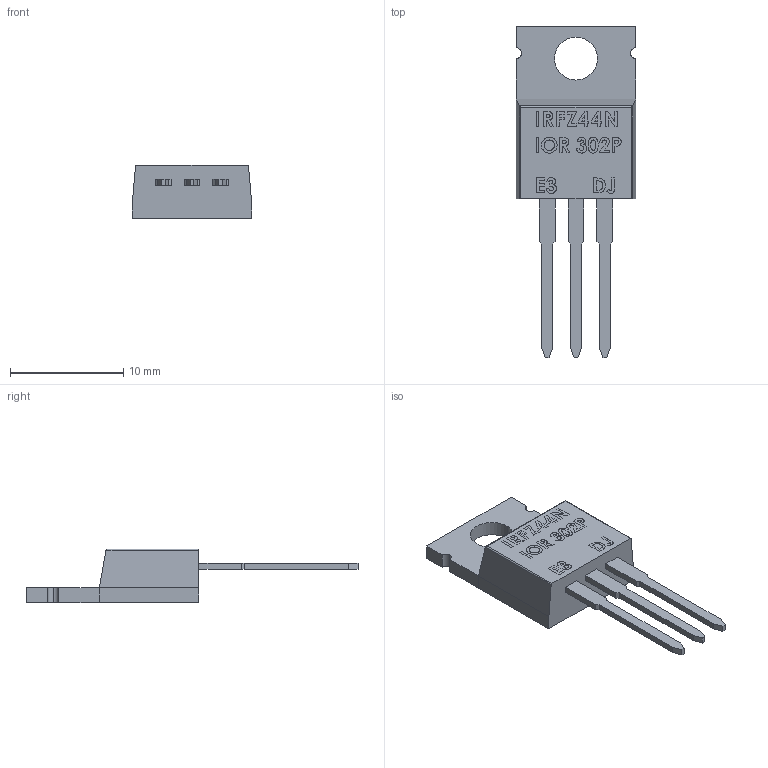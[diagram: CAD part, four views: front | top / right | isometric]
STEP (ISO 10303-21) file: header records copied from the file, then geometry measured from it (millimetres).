
FILE_DESCRIPTION (( 'STEP AP214' ), '1' );
FILE_NAME ('IRFZ44n.STEP', '2024-10-18T19:21:12', ( '' ), ( '' ), 'SwSTEP 2.0', 'SolidWorks 2020', '' );
FILE_SCHEMA (( 'AUTOMOTIVE_DESIGN' ));
Length unit declared in the file: millimetre
Products named in the file (1): IRFZ44n
Bounding box: 10.54 x 29.27 x 4.7 mm (x, y, z)
Volume: 514.1 mm3; surface area: 631.1 mm2
Topology: 1 solids, 1 shells, 293 faces, 778 edges, 516 vertices
Faces by surface type: plane 211, bspline 74, cylinder 8
Entity records: 13763 total; most frequent: CARTESIAN_POINT 6426, ORIENTED_EDGE 1556, DIRECTION 1078, EDGE_CURVE 778, VECTOR 614, LINE 614, VERTEX_POINT 516, EDGE_LOOP 324
